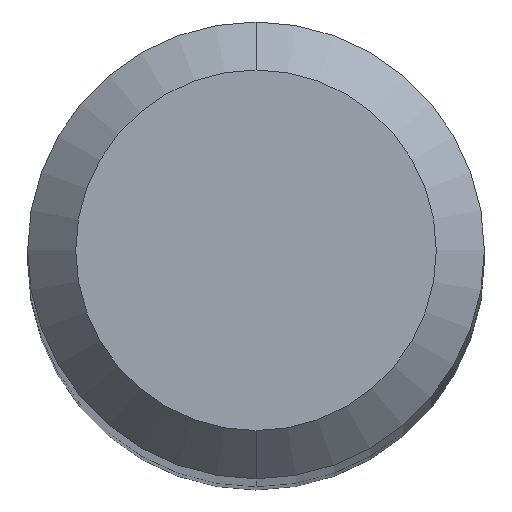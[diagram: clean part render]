
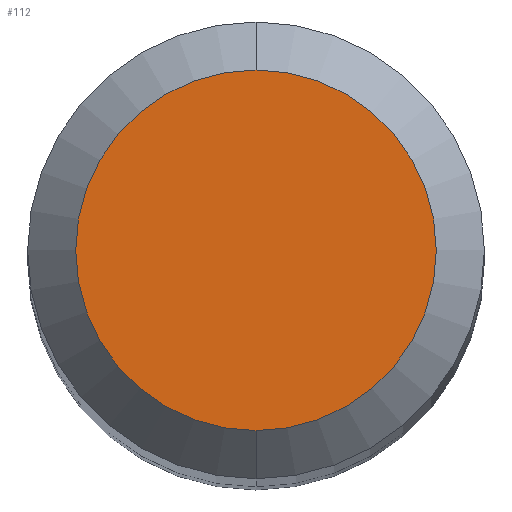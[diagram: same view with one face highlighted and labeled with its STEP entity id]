
A CAD part, top view. The second image highlights one B-rep face of the part: STEP entity #112.
In plain terms, the highlighted planar face has unit normal (0, 0, 1).
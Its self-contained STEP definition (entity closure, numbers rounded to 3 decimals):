
#17 = DIRECTION ( 'NONE',  ( 0., 0., -1. ) ) ;
#22 = DIRECTION ( 'NONE',  ( 0., 0., -1. ) ) ;
#57 = CIRCLE ( 'NONE', #198, 1.5 ) ;
#68 = AXIS2_PLACEMENT_3D ( 'NONE', #309, #22, #213 ) ;
#82 = CARTESIAN_POINT ( 'NONE',  ( 0., 0., 55. ) ) ;
#111 = DIRECTION ( 'NONE',  ( 0., 0., -1. ) ) ;
#112 = ADVANCED_FACE ( 'NONE', ( #115 ), #325, .F. ) ;
#115 = FACE_OUTER_BOUND ( 'NONE', #118, .T. ) ;
#118 = EDGE_LOOP ( 'NONE', ( #155, #274 ) ) ;
#119 = DIRECTION ( 'NONE',  ( 0., 1., 0. ) ) ;
#142 = EDGE_CURVE ( 'NONE', #258, #236, #143, .T. ) ;
#143 = CIRCLE ( 'NONE', #68, 1.5 ) ;
#152 = AXIS2_PLACEMENT_3D ( 'NONE', #233, #17, #189 ) ;
#155 = ORIENTED_EDGE ( 'NONE', *, *, #162, .F. ) ;
#162 = EDGE_CURVE ( 'NONE', #236, #258, #57, .T. ) ;
#189 = DIRECTION ( 'NONE',  ( 0., 1., 0. ) ) ;
#198 = AXIS2_PLACEMENT_3D ( 'NONE', #82, #111, #119 ) ;
#213 = DIRECTION ( 'NONE',  ( 0., 1., 0. ) ) ;
#233 = CARTESIAN_POINT ( 'NONE',  ( 0., 0., 55. ) ) ;
#236 = VERTEX_POINT ( 'NONE', #265 ) ;
#245 = CARTESIAN_POINT ( 'NONE',  ( 0., -1.5, 55. ) ) ;
#258 = VERTEX_POINT ( 'NONE', #245 ) ;
#265 = CARTESIAN_POINT ( 'NONE',  ( 0., 1.5, 55. ) ) ;
#274 = ORIENTED_EDGE ( 'NONE', *, *, #142, .F. ) ;
#309 = CARTESIAN_POINT ( 'NONE',  ( 0., 0., 55. ) ) ;
#325 = PLANE ( 'NONE',  #152 ) ;
